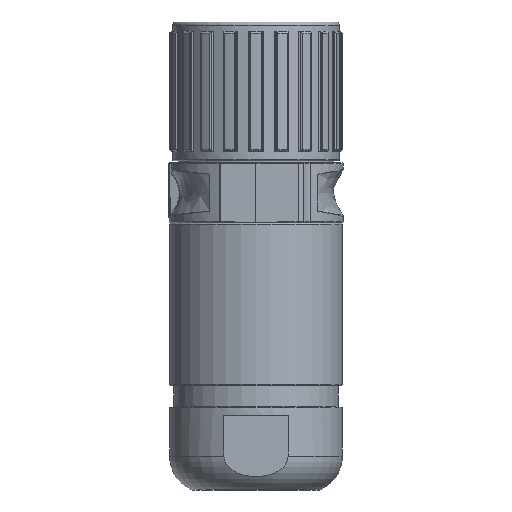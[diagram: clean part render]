
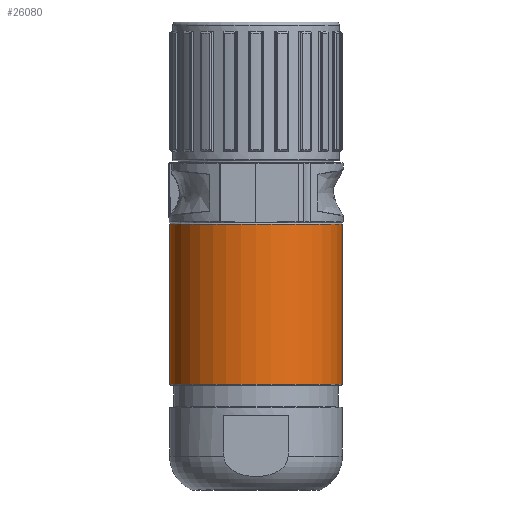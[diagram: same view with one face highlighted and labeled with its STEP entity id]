
A CAD part, left-side view. The second image highlights one B-rep face of the part: STEP entity #26080.
In plain terms, the highlighted cylindrical face has radius 14 mm (diameter 28 mm), a partial arc.
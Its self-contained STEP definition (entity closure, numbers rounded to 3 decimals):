
#70=CARTESIAN_POINT('',(0.,0.,-21.5));
#71=DIRECTION('',(0.,0.,1.));
#72=DIRECTION('',(0.,1.,0.));
#73=AXIS2_PLACEMENT_3D('',#70,#71,#72);
#9360=CARTESIAN_POINT('',(0.,0.,-47.5));
#9361=DIRECTION('',(0.,0.,-1.));
#9362=DIRECTION('',(0.,-1.,0.));
#9363=AXIS2_PLACEMENT_3D('',#9360,#9361,#9362);
#9365=DIRECTION('',(0.,0.,1.));
#9366=VECTOR('',#9365,26.);
#9367=CARTESIAN_POINT('',(0.,14.,-47.5));
#9368=LINE('',#9367,#9366);
#9369=DIRECTION('',(0.,0.,1.));
#9370=VECTOR('',#9369,26.);
#9371=CARTESIAN_POINT('',(0.,-14.,-47.5));
#9372=LINE('',#9371,#9370);
#11692=CARTESIAN_POINT('',(0.,14.,-21.5));
#11693=CARTESIAN_POINT('',(0.,-14.,-21.5));
#11694=VERTEX_POINT('',#11692);
#11695=VERTEX_POINT('',#11693);
#11720=CARTESIAN_POINT('',(0.,14.,-47.5));
#11721=CARTESIAN_POINT('',(0.,-14.,-47.5));
#11722=VERTEX_POINT('',#11720);
#11723=VERTEX_POINT('',#11721);
#26066=CARTESIAN_POINT('',(0.,0.,-19.135));
#26067=DIRECTION('',(0.,0.,-1.));
#26068=DIRECTION('',(0.,-1.,0.));
#26069=AXIS2_PLACEMENT_3D('',#26066,#26067,#26068);
#26070=CYLINDRICAL_SURFACE('',#26069,14.);
#26072=ORIENTED_EDGE('',*,*,#26071,.T.);
#26074=ORIENTED_EDGE('',*,*,#26073,.T.);
#26075=ORIENTED_EDGE('',*,*,#12000,.T.);
#26077=ORIENTED_EDGE('',*,*,#26076,.F.);
#26078=EDGE_LOOP('',(#26072,#26074,#26075,#26077));
#26079=FACE_OUTER_BOUND('',#26078,.F.);
#74=CIRCLE('',#73,14.);
#9364=CIRCLE('',#9363,14.);
#12000=EDGE_CURVE('',#11694,#11695,#74,.T.);
#26071=EDGE_CURVE('',#11723,#11722,#9364,.T.);
#26073=EDGE_CURVE('',#11722,#11694,#9368,.T.);
#26076=EDGE_CURVE('',#11723,#11695,#9372,.T.);
#26080=ADVANCED_FACE('',(#26079),#26070,.T.);
